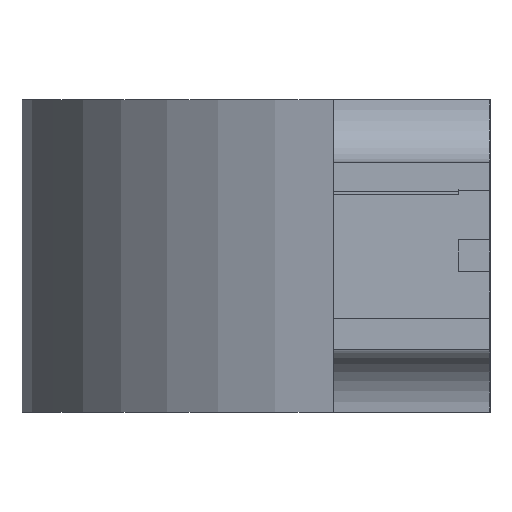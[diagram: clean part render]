
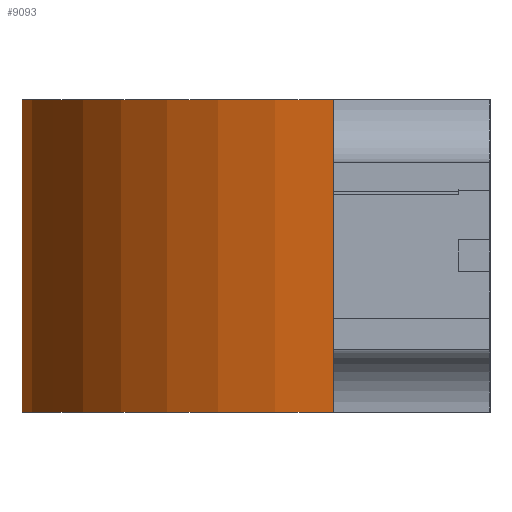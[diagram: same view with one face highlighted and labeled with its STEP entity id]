
A CAD part, left-side view. The second image highlights one B-rep face of the part: STEP entity #9093.
In plain terms, the highlighted cylindrical face has radius 1.105 mm (diameter 2.21 mm), a partial arc.
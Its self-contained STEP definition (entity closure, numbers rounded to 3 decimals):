
#103 = CIRCLE ( 'NONE', #4268, 1.105 ) ;
#377 = VECTOR ( 'NONE', #526, 1000. ) ;
#526 = DIRECTION ( 'NONE',  ( 0., 0., -1. ) ) ;
#722 = AXIS2_PLACEMENT_3D ( 'NONE', #1542, #7432, #8459 ) ;
#1107 = CARTESIAN_POINT ( 'NONE',  ( 1.1, 0.5, 0.5 ) ) ;
#1484 = ORIENTED_EDGE ( 'NONE', *, *, #1767, .F. ) ;
#1542 = CARTESIAN_POINT ( 'NONE',  ( 0., 0.395, 0.5 ) ) ;
#1553 = AXIS2_PLACEMENT_3D ( 'NONE', #3749, #10618, #4741 ) ;
#1767 = EDGE_CURVE ( 'NONE', #12540, #8528, #103, .T. ) ;
#1863 = CARTESIAN_POINT ( 'NONE',  ( -1.1, 0.5, -0.5 ) ) ;
#1980 = EDGE_CURVE ( 'NONE', #8528, #8707, #7982, .T. ) ;
#2270 = ORIENTED_EDGE ( 'NONE', *, *, #1980, .F. ) ;
#3520 = CARTESIAN_POINT ( 'NONE',  ( 0., 0.395, 0.5 ) ) ;
#3689 = VERTEX_POINT ( 'NONE', #7406 ) ;
#3749 = CARTESIAN_POINT ( 'NONE',  ( 0., 0.395, -0.5 ) ) ;
#4150 = FACE_OUTER_BOUND ( 'NONE', #9435, .T. ) ;
#4268 = AXIS2_PLACEMENT_3D ( 'NONE', #3520, #10404, #4515 ) ;
#4449 = CARTESIAN_POINT ( 'NONE',  ( 1.1, 0.5, 0.5 ) ) ;
#4515 = DIRECTION ( 'NONE',  ( 1., 0., 0. ) ) ;
#4741 = DIRECTION ( 'NONE',  ( 1., 0., 0. ) ) ;
#5674 = CIRCLE ( 'NONE', #1553, 1.105 ) ;
#5709 = ORIENTED_EDGE ( 'NONE', *, *, #8278, .T. ) ;
#7247 = EDGE_CURVE ( 'NONE', #12540, #3689, #10668, .T. ) ;
#7406 = CARTESIAN_POINT ( 'NONE',  ( 1.1, 0.5, -0.5 ) ) ;
#7432 = DIRECTION ( 'NONE',  ( 0., 0., -1. ) ) ;
#7982 = LINE ( 'NONE', #11347, #377 ) ;
#8074 = VECTOR ( 'NONE', #9008, 1000. ) ;
#8163 = CYLINDRICAL_SURFACE ( 'NONE', #722, 1.105 ) ;
#8278 = EDGE_CURVE ( 'NONE', #3689, #8707, #5674, .T. ) ;
#8459 = DIRECTION ( 'NONE',  ( -1., 0., 0. ) ) ;
#8528 = VERTEX_POINT ( 'NONE', #9460 ) ;
#8707 = VERTEX_POINT ( 'NONE', #1863 ) ;
#9008 = DIRECTION ( 'NONE',  ( 0., 0., -1. ) ) ;
#9093 = ADVANCED_FACE ( 'NONE', ( #4150 ), #8163, .T. ) ;
#9435 = EDGE_LOOP ( 'NONE', ( #5709, #2270, #1484, #9632 ) ) ;
#9460 = CARTESIAN_POINT ( 'NONE',  ( -1.1, 0.5, 0.5 ) ) ;
#9632 = ORIENTED_EDGE ( 'NONE', *, *, #7247, .T. ) ;
#10404 = DIRECTION ( 'NONE',  ( 0., 0., 1. ) ) ;
#10618 = DIRECTION ( 'NONE',  ( 0., 0., 1. ) ) ;
#10668 = LINE ( 'NONE', #1107, #8074 ) ;
#11347 = CARTESIAN_POINT ( 'NONE',  ( -1.1, 0.5, 0.5 ) ) ;
#12540 = VERTEX_POINT ( 'NONE', #4449 ) ;
